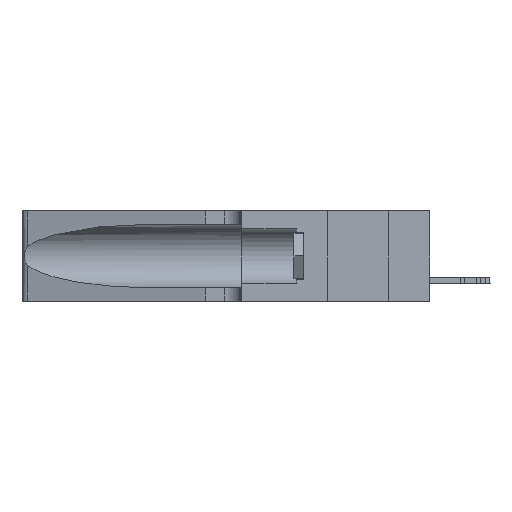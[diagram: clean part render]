
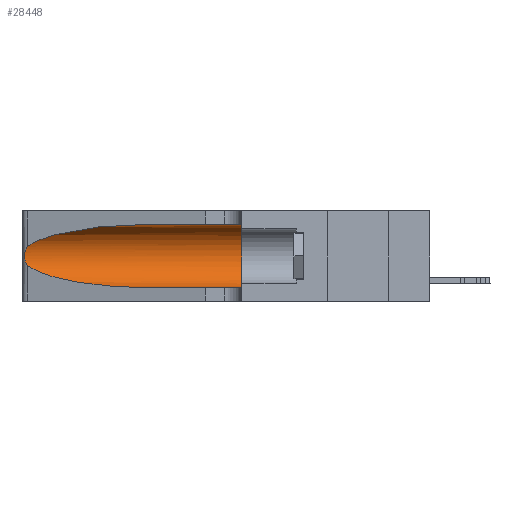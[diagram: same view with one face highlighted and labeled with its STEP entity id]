
A CAD part, left-side view. The second image highlights one B-rep face of the part: STEP entity #28448.
In plain terms, the highlighted cylindrical face has radius 3.308 mm (diameter 6.617 mm), a partial arc.
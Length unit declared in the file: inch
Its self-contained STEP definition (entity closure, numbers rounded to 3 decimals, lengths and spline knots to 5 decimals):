
#296 = CARTESIAN_POINT ( 'NONE',  ( 0.1305, 0.35, 0.185 ) ) ;
#458 = B_SPLINE_CURVE_WITH_KNOTS ( 'NONE', 3,
 ( #23804, #45881, #27393, #8384, #34420, #38621, #27224, #46200, #12759, #4853, #38162, #1648, #23968, #30852 ),
 .UNSPECIFIED., .F., .F.,
 ( 4, 2, 2, 2, 2, 2, 4 ),
 ( 0., 0.00027, 0.00053, 0.00107, 0.0016, 0.00187, 0.00214 ),
 .UNSPECIFIED. ) ;
#650 = ORIENTED_EDGE ( 'NONE', *, *, #37956, .F. ) ;
#1648 = CARTESIAN_POINT ( 'NONE',  ( 0.25639, 1.23186, 0.15144 ) ) ;
#1911 =( BOUNDED_CURVE ( )  B_SPLINE_CURVE ( 3, ( #19429, #16041, #26890, #4686 ),
 .UNSPECIFIED., .F., .F. ) 
 B_SPLINE_CURVE_WITH_KNOTS ( ( 4, 4 ),
 ( 1.5708, 2.84003 ),
 .UNSPECIFIED. ) 
 CURVE ( )  GEOMETRIC_REPRESENTATION_ITEM ( )  RATIONAL_B_SPLINE_CURVE ( ( 1., 0.87, 0.87, 1. ) ) 
 REPRESENTATION_ITEM ( '' )  );
#2512 = AXIS2_PLACEMENT_3D ( 'NONE', #10376, #25290, #28744 ) ;
#3260 = AXIS2_PLACEMENT_3D ( 'NONE', #296, #26199, #40360 ) ;
#3641 = CARTESIAN_POINT ( 'NONE',  ( 0.1305, 0.35, 0.05475 ) ) ;
#4320 = CARTESIAN_POINT ( 'NONE',  ( 0.25487, 1.22718, 0.14631 ) ) ;
#4686 = CARTESIAN_POINT ( 'NONE',  ( 0.25487, 1.22718, 0.22369 ) ) ;
#4853 = CARTESIAN_POINT ( 'NONE',  ( 0.25856, 1.23593, 0.16098 ) ) ;
#4923 = VERTEX_POINT ( 'NONE', #4320 ) ;
#5492 = DIRECTION ( 'NONE',  ( 0., -1., 0. ) ) ;
#8384 = CARTESIAN_POINT ( 'NONE',  ( 0.25787, 1.23484, 0.2124 ) ) ;
#9115 = VERTEX_POINT ( 'NONE', #37149 ) ;
#10376 = CARTESIAN_POINT ( 'NONE',  ( 0.1305, 1.61858, 0.185 ) ) ;
#11019 = VECTOR ( 'NONE', #5492, 39.37008 ) ;
#11733 = ORIENTED_EDGE ( 'NONE', *, *, #37815, .T. ) ;
#12759 = CARTESIAN_POINT ( 'NONE',  ( 0.26017, 1.23833, 0.17102 ) ) ;
#13515 = CARTESIAN_POINT ( 'NONE',  ( 0.1305, 0.72297, 0.05475 ) ) ;
#14756 = VERTEX_POINT ( 'NONE', #13515 ) ;
#14894 = EDGE_CURVE ( 'NONE', #9115, #47834, #37137, .T. ) ;
#16041 = CARTESIAN_POINT ( 'NONE',  ( 0.18966, 0.96281, 0.31525 ) ) ;
#16122 =( BOUNDED_CURVE ( )  B_SPLINE_CURVE ( 3, ( #16650, #42610, #27012, #38414 ),
 .UNSPECIFIED., .F., .F. ) 
 B_SPLINE_CURVE_WITH_KNOTS ( ( 4, 4 ),
 ( 3.44316, 4.71239 ),
 .UNSPECIFIED. ) 
 CURVE ( )  GEOMETRIC_REPRESENTATION_ITEM ( )  RATIONAL_B_SPLINE_CURVE ( ( 1., 0.87, 0.87, 1. ) ) 
 REPRESENTATION_ITEM ( '' )  );
#16650 = CARTESIAN_POINT ( 'NONE',  ( 0.25487, 1.22718, 0.14631 ) ) ;
#17871 = CYLINDRICAL_SURFACE ( 'NONE', #2512, 0.13025 ) ;
#18436 = FACE_OUTER_BOUND ( 'NONE', #32048, .T. ) ;
#19429 = CARTESIAN_POINT ( 'NONE',  ( 0.1305, 0.72297, 0.31525 ) ) ;
#19811 = ORIENTED_EDGE ( 'NONE', *, *, #35155, .T. ) ;
#20228 = CARTESIAN_POINT ( 'NONE',  ( 0.25487, 1.22718, 0.22369 ) ) ;
#20797 = VERTEX_POINT ( 'NONE', #20228 ) ;
#23328 = ORIENTED_EDGE ( 'NONE', *, *, #34450, .T. ) ;
#23804 = CARTESIAN_POINT ( 'NONE',  ( 0.25487, 1.22718, 0.22369 ) ) ;
#23968 = CARTESIAN_POINT ( 'NONE',  ( 0.25555, 1.22993, 0.14849 ) ) ;
#24302 = LINE ( 'NONE', #25570, #44090 ) ;
#25290 = DIRECTION ( 'NONE',  ( 0., -1., 0. ) ) ;
#25570 = CARTESIAN_POINT ( 'NONE',  ( 0.1305, 1.61858, 0.05475 ) ) ;
#26199 = DIRECTION ( 'NONE',  ( 0., 1., 0. ) ) ;
#26890 = CARTESIAN_POINT ( 'NONE',  ( 0.2373, 1.15595, 0.28018 ) ) ;
#27012 = CARTESIAN_POINT ( 'NONE',  ( 0.18966, 0.96281, 0.05475 ) ) ;
#27224 = CARTESIAN_POINT ( 'NONE',  ( 0.26075, 1.23896, 0.19203 ) ) ;
#27393 = CARTESIAN_POINT ( 'NONE',  ( 0.25639, 1.23184, 0.21858 ) ) ;
#28448 = ADVANCED_FACE ( 'NONE', ( #18436 ), #17871, .F. ) ;
#28744 = DIRECTION ( 'NONE',  ( 0., 0., -1. ) ) ;
#30852 = CARTESIAN_POINT ( 'NONE',  ( 0.25487, 1.22718, 0.14631 ) ) ;
#32048 = EDGE_LOOP ( 'NONE', ( #23328, #11733, #19811, #44804, #34454, #650 ) ) ;
#33158 = LINE ( 'NONE', #47029, #11019 ) ;
#34420 = CARTESIAN_POINT ( 'NONE',  ( 0.25854, 1.2359, 0.20912 ) ) ;
#34450 = EDGE_CURVE ( 'NONE', #39321, #20797, #1911, .T. ) ;
#34454 = ORIENTED_EDGE ( 'NONE', *, *, #14894, .F. ) ;
#35155 = EDGE_CURVE ( 'NONE', #4923, #14756, #16122, .T. ) ;
#37137 = CIRCLE ( 'NONE', #3260, 0.13025 ) ;
#37149 = CARTESIAN_POINT ( 'NONE',  ( 0.1305, 0.35, 0.31525 ) ) ;
#37815 = EDGE_CURVE ( 'NONE', #20797, #4923, #458, .T. ) ;
#37956 = EDGE_CURVE ( 'NONE', #39321, #9115, #33158, .T. ) ;
#38162 = CARTESIAN_POINT ( 'NONE',  ( 0.25789, 1.23486, 0.15765 ) ) ;
#38414 = CARTESIAN_POINT ( 'NONE',  ( 0.1305, 0.72297, 0.05475 ) ) ;
#38621 = CARTESIAN_POINT ( 'NONE',  ( 0.26018, 1.23835, 0.19895 ) ) ;
#39321 = VERTEX_POINT ( 'NONE', #40455 ) ;
#40203 = DIRECTION ( 'NONE',  ( 0., -1., 0. ) ) ;
#40360 = DIRECTION ( 'NONE',  ( 0., 0., 1. ) ) ;
#40455 = CARTESIAN_POINT ( 'NONE',  ( 0.1305, 0.72297, 0.31525 ) ) ;
#42610 = CARTESIAN_POINT ( 'NONE',  ( 0.2373, 1.15595, 0.08982 ) ) ;
#44090 = VECTOR ( 'NONE', #40203, 39.37008 ) ;
#44804 = ORIENTED_EDGE ( 'NONE', *, *, #47099, .T. ) ;
#45881 = CARTESIAN_POINT ( 'NONE',  ( 0.25555, 1.22994, 0.2215 ) ) ;
#46200 = CARTESIAN_POINT ( 'NONE',  ( 0.26075, 1.23896, 0.178 ) ) ;
#47029 = CARTESIAN_POINT ( 'NONE',  ( 0.1305, 1.61858, 0.31525 ) ) ;
#47099 = EDGE_CURVE ( 'NONE', #14756, #47834, #24302, .T. ) ;
#47834 = VERTEX_POINT ( 'NONE', #3641 ) ;
